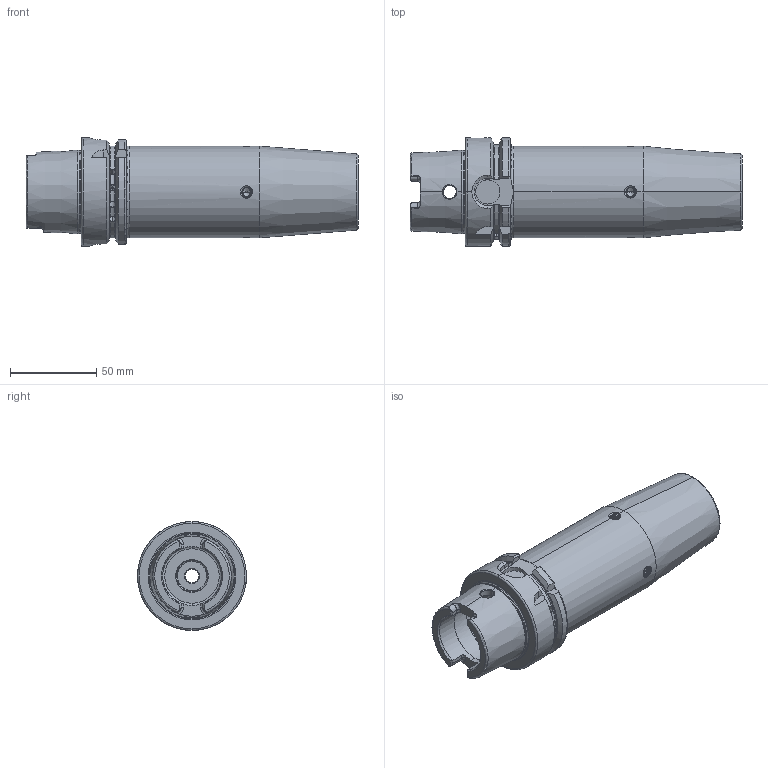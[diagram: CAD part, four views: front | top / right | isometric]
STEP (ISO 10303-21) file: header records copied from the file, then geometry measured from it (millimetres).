
FILE_DESCRIPTION (( 'STEP AP203' ), '1' );
FILE_NAME ('A63.70.25.2.STEP', '2016-08-31T10:41:37', ( '' ), ( '' ), 'SwSTEP 2.0', 'SolidWorks 2012', '' );
FILE_SCHEMA (( 'CONFIG_CONTROL_DESIGN' ));
Length unit declared in the file: millimetre
Products named in the file (1): A63.70.25.2
Bounding box: 192 x 63 x 63 mm (x, y, z)
Volume: 314503.2 mm3; surface area: 53359.7 mm2
Topology: 1 solids, 1 shells, 333 faces, 898 edges, 556 vertices
Faces by surface type: cylinder 154, plane 65, cone 45, bspline 36, torus 33
Entity records: 29650 total; most frequent: CARTESIAN_POINT 22320, ORIENTED_EDGE 1760, DIRECTION 1252, EDGE_CURVE 880, VERTEX_POINT 556, AXIS2_PLACEMENT_3D 489, EDGE_LOOP 346, ADVANCED_FACE 333
